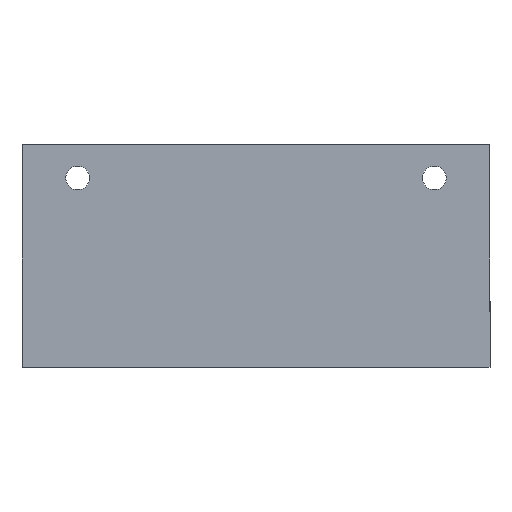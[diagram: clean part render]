
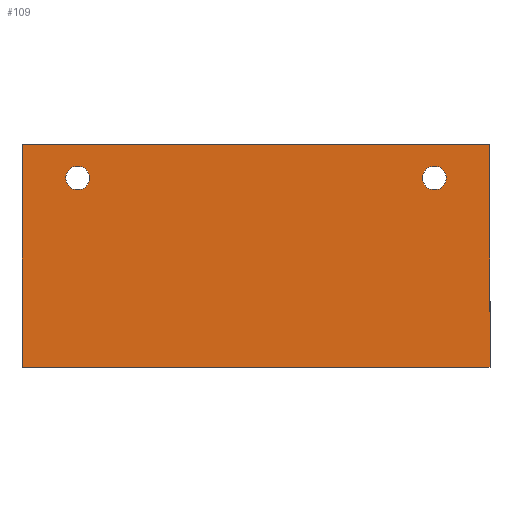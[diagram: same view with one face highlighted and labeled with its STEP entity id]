
A CAD part, top view. The second image highlights one B-rep face of the part: STEP entity #109.
In plain terms, the highlighted planar face has unit normal (0, 0, 1).
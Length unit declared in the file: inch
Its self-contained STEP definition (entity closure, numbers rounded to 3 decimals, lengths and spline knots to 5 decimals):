
#1 = CIRCLE ( 'NONE', #329, 0.133 ) ;
#3 = CARTESIAN_POINT ( 'NONE',  ( -2.133, 0.875, 0.1405 ) ) ;
#4 = VERTEX_POINT ( 'NONE', #143 ) ;
#6 = EDGE_CURVE ( 'NONE', #245, #510, #1, .T. ) ;
#8 = CARTESIAN_POINT ( 'NONE',  ( 2.133, 0.875, 0.1405 ) ) ;
#20 = ORIENTED_EDGE ( 'NONE', *, *, #345, .T. ) ;
#27 = EDGE_LOOP ( 'NONE', ( #268, #318 ) ) ;
#36 = FACE_BOUND ( 'NONE', #27, .T. ) ;
#39 = EDGE_CURVE ( 'NONE', #4, #299, #480, .T. ) ;
#54 = AXIS2_PLACEMENT_3D ( 'NONE', #101, #139, #469 ) ;
#57 = VERTEX_POINT ( 'NONE', #388 ) ;
#62 = DIRECTION ( 'NONE',  ( -1., 0., 0. ) ) ;
#74 = DIRECTION ( 'NONE',  ( 0., 0., -1. ) ) ;
#87 = VERTEX_POINT ( 'NONE', #432 ) ;
#94 = EDGE_LOOP ( 'NONE', ( #302, #383 ) ) ;
#98 = LINE ( 'NONE', #336, #165 ) ;
#101 = CARTESIAN_POINT ( 'NONE',  ( -2., 0.875, 0.1405 ) ) ;
#105 = DIRECTION ( 'NONE',  ( 1., 0., 0. ) ) ;
#109 = ADVANCED_FACE ( 'NONE', ( #110, #36, #274 ), #526, .F. ) ;
#110 = FACE_BOUND ( 'NONE', #94, .T. ) ;
#131 = ORIENTED_EDGE ( 'NONE', *, *, #409, .T. ) ;
#132 = VECTOR ( 'NONE', #515, 39.37008 ) ;
#139 = DIRECTION ( 'NONE',  ( 0., 0., -1. ) ) ;
#143 = CARTESIAN_POINT ( 'NONE',  ( 2.625, 1.25, 0.1405 ) ) ;
#165 = VECTOR ( 'NONE', #481, 39.37008 ) ;
#182 = CARTESIAN_POINT ( 'NONE',  ( 1.867, 0.875, 0.1405 ) ) ;
#190 = LINE ( 'NONE', #354, #272 ) ;
#205 = DIRECTION ( 'NONE',  ( 0., 1., 0. ) ) ;
#219 = CARTESIAN_POINT ( 'NONE',  ( -2., 0.875, 0.1405 ) ) ;
#245 = VERTEX_POINT ( 'NONE', #3 ) ;
#252 = VERTEX_POINT ( 'NONE', #8 ) ;
#267 = DIRECTION ( 'NONE',  ( 0., 0., -1. ) ) ;
#268 = ORIENTED_EDGE ( 'NONE', *, *, #6, .T. ) ;
#272 = VECTOR ( 'NONE', #205, 39.37008 ) ;
#273 = CARTESIAN_POINT ( 'NONE',  ( -1.867, 0.875, 0.1405 ) ) ;
#274 = FACE_OUTER_BOUND ( 'NONE', #283, .T. ) ;
#283 = EDGE_LOOP ( 'NONE', ( #131, #20, #289, #291 ) ) ;
#289 = ORIENTED_EDGE ( 'NONE', *, *, #487, .T. ) ;
#291 = ORIENTED_EDGE ( 'NONE', *, *, #39, .T. ) ;
#299 = VERTEX_POINT ( 'NONE', #410 ) ;
#302 = ORIENTED_EDGE ( 'NONE', *, *, #442, .T. ) ;
#313 = CIRCLE ( 'NONE', #54, 0.133 ) ;
#318 = ORIENTED_EDGE ( 'NONE', *, *, #352, .T. ) ;
#329 = AXIS2_PLACEMENT_3D ( 'NONE', #219, #474, #427 ) ;
#335 = VERTEX_POINT ( 'NONE', #182 ) ;
#336 = CARTESIAN_POINT ( 'NONE',  ( -2.625, 1.25, 0.1405 ) ) ;
#338 = LINE ( 'NONE', #342, #438 ) ;
#339 = AXIS2_PLACEMENT_3D ( 'NONE', #444, #74, #447 ) ;
#342 = CARTESIAN_POINT ( 'NONE',  ( 2.625, -1.25, 0.1405 ) ) ;
#345 = EDGE_CURVE ( 'NONE', #57, #87, #338, .T. ) ;
#347 = DIRECTION ( 'NONE',  ( -1., 0., 0. ) ) ;
#351 = CIRCLE ( 'NONE', #512, 0.133 ) ;
#352 = EDGE_CURVE ( 'NONE', #510, #245, #313, .T. ) ;
#354 = CARTESIAN_POINT ( 'NONE',  ( 2.625, 1.25, 0.1405 ) ) ;
#367 = CIRCLE ( 'NONE', #407, 0.133 ) ;
#383 = ORIENTED_EDGE ( 'NONE', *, *, #433, .T. ) ;
#384 = CARTESIAN_POINT ( 'NONE',  ( 2., 0.875, 0.1405 ) ) ;
#388 = CARTESIAN_POINT ( 'NONE',  ( -2.625, -1.25, 0.1405 ) ) ;
#389 = CARTESIAN_POINT ( 'NONE',  ( 2., 0.875, 0.1405 ) ) ;
#407 = AXIS2_PLACEMENT_3D ( 'NONE', #389, #514, #62 ) ;
#409 = EDGE_CURVE ( 'NONE', #299, #57, #98, .T. ) ;
#410 = CARTESIAN_POINT ( 'NONE',  ( -2.625, 1.25, 0.1405 ) ) ;
#424 = CARTESIAN_POINT ( 'NONE',  ( 2.625, 1.25, 0.1405 ) ) ;
#427 = DIRECTION ( 'NONE',  ( -1., 0., 0. ) ) ;
#432 = CARTESIAN_POINT ( 'NONE',  ( 2.625, -1.25, 0.1405 ) ) ;
#433 = EDGE_CURVE ( 'NONE', #252, #335, #351, .T. ) ;
#438 = VECTOR ( 'NONE', #105, 39.37008 ) ;
#442 = EDGE_CURVE ( 'NONE', #335, #252, #367, .T. ) ;
#444 = CARTESIAN_POINT ( 'NONE',  ( 0., 0., 0.1405 ) ) ;
#447 = DIRECTION ( 'NONE',  ( -1., 0., 0. ) ) ;
#469 = DIRECTION ( 'NONE',  ( -1., 0., 0. ) ) ;
#474 = DIRECTION ( 'NONE',  ( 0., 0., -1. ) ) ;
#480 = LINE ( 'NONE', #424, #132 ) ;
#481 = DIRECTION ( 'NONE',  ( 0., -1., 0. ) ) ;
#487 = EDGE_CURVE ( 'NONE', #87, #4, #190, .T. ) ;
#510 = VERTEX_POINT ( 'NONE', #273 ) ;
#512 = AXIS2_PLACEMENT_3D ( 'NONE', #384, #267, #347 ) ;
#514 = DIRECTION ( 'NONE',  ( 0., 0., -1. ) ) ;
#515 = DIRECTION ( 'NONE',  ( -1., 0., 0. ) ) ;
#526 = PLANE ( 'NONE',  #339 ) ;
